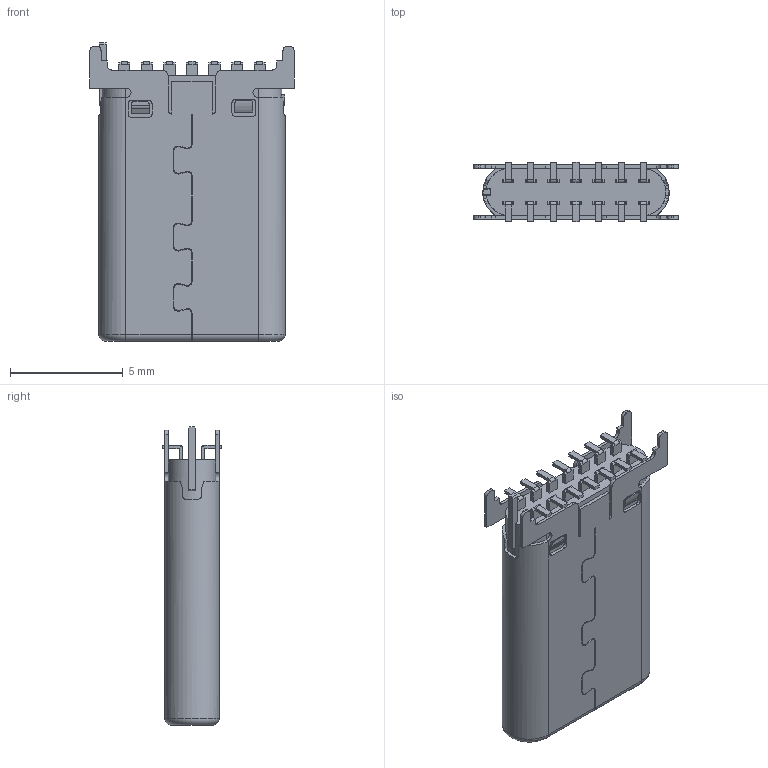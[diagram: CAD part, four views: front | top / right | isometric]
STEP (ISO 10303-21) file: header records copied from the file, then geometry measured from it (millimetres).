
FILE_DESCRIPTION((''),'2;1');
FILE_NAME('TANPIAN-PLASTIC_1_2__2_1__1_1_2','2025-12-17T21:02:37',('Administrator'),(''),'CREO PARAMETRIC BY PTC INC, 2022073','CREO PARAMETRIC BY PTC INC, 2022073','');
FILE_SCHEMA(('AUTOMOTIVE_DESIGN { 1 0 10303 214 1 1 1 1 }'));
Length unit declared in the file: millimetre
Products named in the file (1): TANPIAN-PLASTIC_1_2__2_1__1_1_2
Bounding box: 9.05 x 2.64 x 13.2 mm (x, y, z)
Volume: 182.3 mm3; surface area: 424.4 mm2
Topology: 1 solids, 1 shells, 745 faces, 2207 edges, 1474 vertices
Faces by surface type: plane 563, cylinder 178, torus 4
Entity records: 25065 total; most frequent: CARTESIAN_POINT 4613, ORIENTED_EDGE 4414, DIRECTION 4097, EDGE_CURVE 2207, VECTOR 1723, LINE 1723, VERTEX_POINT 1474, AXIS2_PLACEMENT_3D 1187
